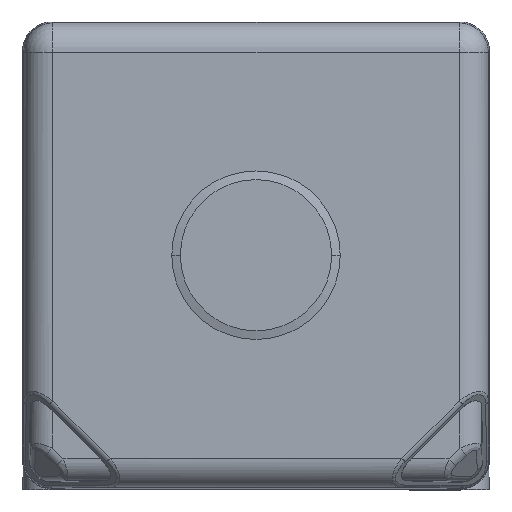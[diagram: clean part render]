
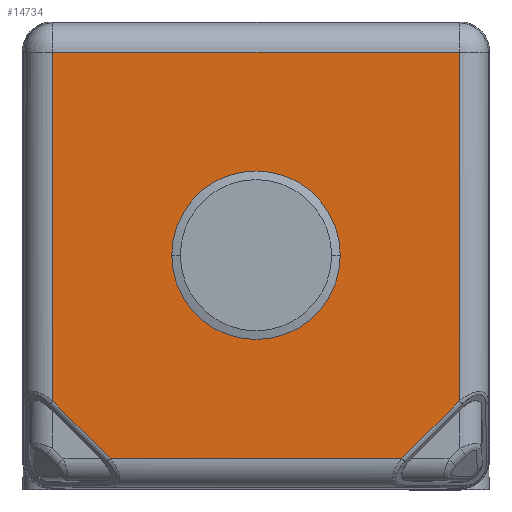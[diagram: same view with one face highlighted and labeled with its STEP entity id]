
A CAD part, top view. The second image highlights one B-rep face of the part: STEP entity #14734.
In plain terms, the highlighted planar face has unit normal (0, 0, 1).
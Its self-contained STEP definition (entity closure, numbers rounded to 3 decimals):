
#2459=DIRECTION('',(-1.,0.,0.));
#2460=VECTOR('',#2459,34.946);
#2461=CARTESIAN_POINT('',(17.473,17.473,12.21));
#2462=LINE('',#2461,#2460);
#2502=DIRECTION('',(0.,1.,0.));
#2503=VECTOR('',#2502,30.006);
#2504=CARTESIAN_POINT('',(17.473,-12.533,12.21));
#2505=LINE('',#2504,#2503);
#2655=CARTESIAN_POINT('',(12.533,-17.473,12.21));
#2681=CARTESIAN_POINT('',(-12.533,-17.473,
12.21));
#2683=DIRECTION('',(1.,0.,0.));
#2684=VECTOR('',#2683,25.066);
#2685=CARTESIAN_POINT('',(-12.533,-17.473,
12.21));
#2686=LINE('',#2685,#2684);
#2831=DIRECTION('',(0.,-1.,0.));
#2832=VECTOR('',#2831,30.006);
#2833=CARTESIAN_POINT('',(-17.473,17.473,12.21));
#2834=LINE('',#2833,#2832);
#2835=DIRECTION('',(-0.707,-0.707,0.));
#2836=VECTOR('',#2835,6.986);
#2837=CARTESIAN_POINT('',(17.473,-12.533,12.21));
#2838=LINE('',#2837,#2836);
#2839=DIRECTION('',(-0.707,0.707,0.));
#2840=VECTOR('',#2839,6.986);
#2841=CARTESIAN_POINT('',(-12.533,-17.473,
12.21));
#2842=LINE('',#2841,#2840);
#2843=CARTESIAN_POINT('',(0.,0.,12.21));
#2844=DIRECTION('',(0.,0.,1.));
#2845=DIRECTION('',(-1.,0.,0.));
#2846=AXIS2_PLACEMENT_3D('',#2843,#2844,#2845);
#2848=CARTESIAN_POINT('',(0.,0.,12.21));
#2849=DIRECTION('',(0.,0.,1.));
#2850=DIRECTION('',(1.,0.,0.));
#2851=AXIS2_PLACEMENT_3D('',#2848,#2849,#2850);
#8511=VERTEX_POINT('',#2681);
#8515=VERTEX_POINT('',#2655);
#8520=CARTESIAN_POINT('',(17.473,-12.533,12.21));
#8521=VERTEX_POINT('',#8520);
#8524=CARTESIAN_POINT('',(-17.473,-12.533,
12.21));
#8525=VERTEX_POINT('',#8524);
#8526=CARTESIAN_POINT('',(-17.473,17.473,12.21));
#8527=VERTEX_POINT('',#8526);
#8528=CARTESIAN_POINT('',(17.473,17.473,12.21));
#8529=VERTEX_POINT('',#8528);
#8530=CARTESIAN_POINT('',(-7.246,0.,12.21));
#8531=CARTESIAN_POINT('',(7.246,0.,12.21));
#8532=VERTEX_POINT('',#8530);
#8533=VERTEX_POINT('',#8531);
#14713=CARTESIAN_POINT('',(0.,0.,12.21));
#14714=DIRECTION('',(0.,0.,1.));
#14715=DIRECTION('',(0.,-1.,0.));
#14716=AXIS2_PLACEMENT_3D('',#14713,#14714,#14715);
#14717=PLANE('',#14716);
#14719=ORIENTED_EDGE('',*,*,#14718,.T.);
#14720=ORIENTED_EDGE('',*,*,#14405,.F.);
#14722=ORIENTED_EDGE('',*,*,#14721,.T.);
#14723=ORIENTED_EDGE('',*,*,#14701,.F.);
#14724=ORIENTED_EDGE('',*,*,#14000,.F.);
#14725=ORIENTED_EDGE('',*,*,#14080,.F.);
#14726=EDGE_LOOP('',(#14719,#14720,#14722,#14723,#14724,#14725));
#14727=FACE_OUTER_BOUND('',#14726,.F.);
#14729=ORIENTED_EDGE('',*,*,#14728,.T.);
#14731=ORIENTED_EDGE('',*,*,#14730,.T.);
#14732=EDGE_LOOP('',(#14729,#14731));
#14733=FACE_BOUND('',#14732,.F.);
#14734=ADVANCED_FACE('',(#14727,#14733),#14717,.T.);
#2847=CIRCLE('',#2846,7.246);
#2852=CIRCLE('',#2851,7.246);
#14000=EDGE_CURVE('',#8529,#8527,#2462,.T.);
#14080=EDGE_CURVE('',#8521,#8529,#2505,.T.);
#14405=EDGE_CURVE('',#8511,#8515,#2686,.T.);
#14701=EDGE_CURVE('',#8527,#8525,#2834,.T.);
#14718=EDGE_CURVE('',#8521,#8515,#2838,.T.);
#14721=EDGE_CURVE('',#8511,#8525,#2842,.T.);
#14728=EDGE_CURVE('',#8532,#8533,#2847,.T.);
#14730=EDGE_CURVE('',#8533,#8532,#2852,.T.);
